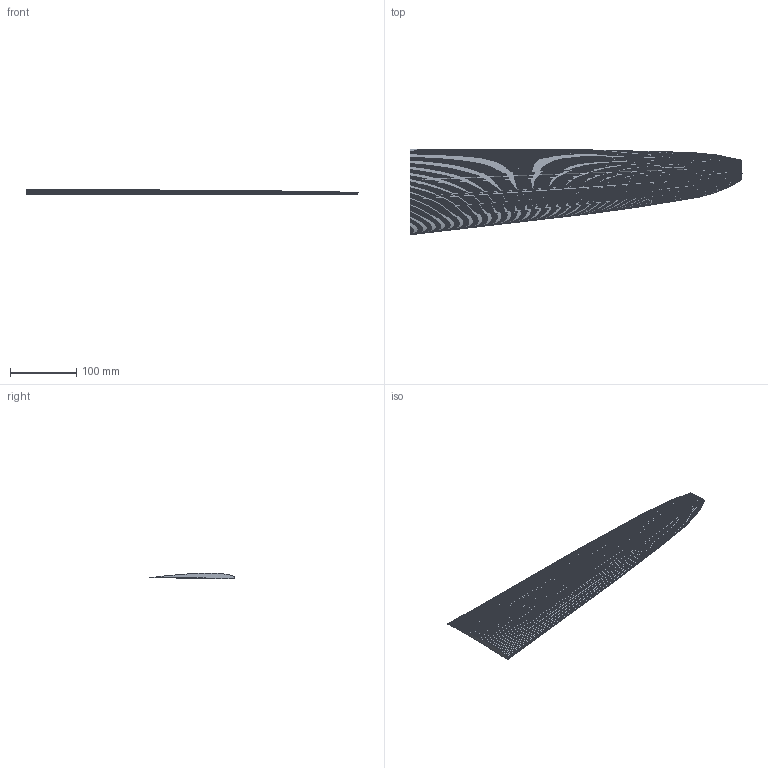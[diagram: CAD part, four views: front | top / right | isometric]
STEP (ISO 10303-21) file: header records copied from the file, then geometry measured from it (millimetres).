
FILE_DESCRIPTION(('FreeCAD Model'),'2;1');
FILE_NAME('dlg_wing_-5deg.step','2021-02-21T16:47:57',( 'Author'),(''),'Open CASCADE STEP processor 7.3','FreeCAD','Unknown' );
FILE_SCHEMA(('AUTOMOTIVE_DESIGN { 1 0 10303 214 1 1 1 1 }'));
Length unit declared in the file: millimetre
Products named in the file (1): Body002
Bounding box: 502.19 x 129.22 x 8.71 mm (x, y, z)
Volume: 182121.6 mm3; surface area: 97346.8 mm2
Topology: 1 solids, 1 shells, 159 faces, 471 edges, 314 vertices
Faces by surface type: bspline 157, plane 2
Entity records: 12919 total; most frequent: CARTESIAN_POINT 5498, ORIENTED_EDGE 942, PCURVE 942, DEFINITIONAL_REPRESENTATION 942, B_SPLINE_CURVE_WITH_KNOTS 785, DIRECTION 634, LINE 628, VECTOR 628
